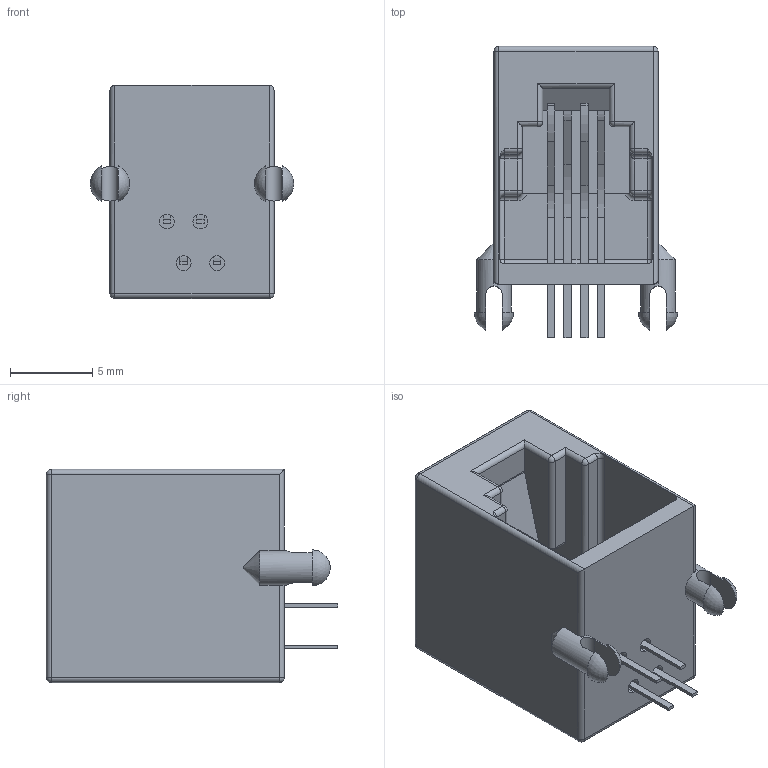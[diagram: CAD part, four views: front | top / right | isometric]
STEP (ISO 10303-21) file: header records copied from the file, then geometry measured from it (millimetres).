
FILE_DESCRIPTION (( 'STEP AP214' ), '1' );
FILE_NAME ('1DE942C6-2071-4538-BB90-D4AC7DF8C28F.STEP', '2009-01-09T06:28:10', ( 'SysAdmin' ), ( 'SolidWorks' ), 'SwSTEP 2.0', 'SolidWorks 2009', '' );
FILE_SCHEMA (( 'AUTOMOTIVE_DESIGN' ));
Length unit declared in the file: millimetre
Products named in the file (1): 1DE942C6-2071-4538-BB90-D4AC7DF8C28F
Bounding box: 12.4 x 17.75 x 13 mm (x, y, z)
Volume: 936.4 mm3; surface area: 1501.3 mm2
Topology: 1 solids, 1 shells, 192 faces, 493 edges, 287 vertices
Faces by surface type: cylinder 87, plane 71, sphere 24, torus 7, cone 2, bspline 1
Entity records: 6716 total; most frequent: CARTESIAN_POINT 1101, DIRECTION 993, ORIENTED_EDGE 944, EDGE_CURVE 472, AXIS2_PLACEMENT_3D 357, VERTEX_POINT 287, VECTOR 279, LINE 279
